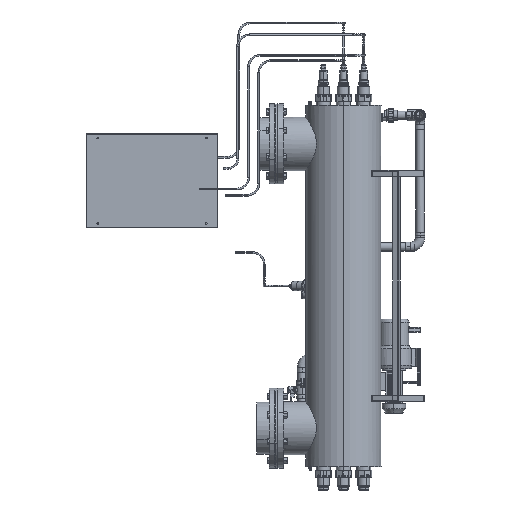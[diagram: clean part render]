
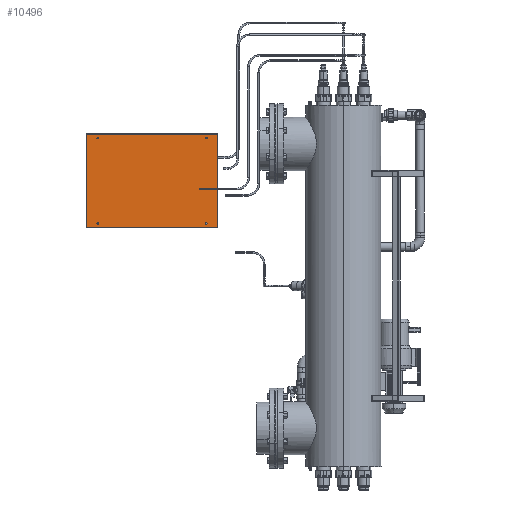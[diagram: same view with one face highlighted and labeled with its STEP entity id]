
A CAD part, left-side view. The second image highlights one B-rep face of the part: STEP entity #10496.
In plain terms, the highlighted planar face has unit normal (-1, 0, 0).
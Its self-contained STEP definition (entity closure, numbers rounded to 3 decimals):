
#1209 = AXIS2_PLACEMENT_3D ( 'NONE', #73564, #27929, #42323 ) ;
#2267 = AXIS2_PLACEMENT_3D ( 'NONE', #4679, #6129, #96417 ) ;
#2406 = VERTEX_POINT ( 'NONE', #92548 ) ;
#3559 = DIRECTION ( 'NONE',  ( 0., 0., 1. ) ) ;
#3813 = ORIENTED_EDGE ( 'NONE', *, *, #77251, .F. ) ;
#4679 = CARTESIAN_POINT ( 'NONE',  ( 1074.591, 2066.354, 1793.004 ) ) ;
#5011 = DIRECTION ( 'NONE',  ( 0., 0., -1. ) ) ;
#5509 = CARTESIAN_POINT ( 'NONE',  ( 1074.591, 2577.854, 2174.504 ) ) ;
#5583 = VERTEX_POINT ( 'NONE', #63923 ) ;
#5969 = EDGE_CURVE ( 'NONE', #23185, #57258, #37525, .T. ) ;
#6129 = DIRECTION ( 'NONE',  ( -1., 0., 0. ) ) ;
#7402 = VECTOR ( 'NONE', #80460, 1000. ) ;
#7657 = ORIENTED_EDGE ( 'NONE', *, *, #79165, .F. ) ;
#7929 = DIRECTION ( 'NONE',  ( -1., 0., 0. ) ) ;
#8443 = FACE_OUTER_BOUND ( 'NONE', #86602, .T. ) ;
#8759 = DIRECTION ( 'NONE',  ( 0., 0., 1. ) ) ;
#10117 = CIRCLE ( 'NONE', #49728, 3. ) ;
#10496 = ADVANCED_FACE ( 'NONE', ( #38717, #85852, #8443, #31276, #38216 ), #61063, .T. ) ;
#11504 = EDGE_CURVE ( 'NONE', #14819, #67286, #87062, .T. ) ;
#13991 = ORIENTED_EDGE ( 'NONE', *, *, #35905, .F. ) ;
#14819 = VERTEX_POINT ( 'NONE', #77435 ) ;
#15497 = ORIENTED_EDGE ( 'NONE', *, *, #11504, .F. ) ;
#16459 = CARTESIAN_POINT ( 'NONE',  ( 1074.591, 2529.354, 1793.004 ) ) ;
#17512 = ORIENTED_EDGE ( 'NONE', *, *, #62813, .F. ) ;
#17883 = CARTESIAN_POINT ( 'NONE',  ( 1074.591, 2297.854, 1974.504 ) ) ;
#19950 = LINE ( 'NONE', #5509, #37629 ) ;
#19992 = ORIENTED_EDGE ( 'NONE', *, *, #5969, .F. ) ;
#22033 = EDGE_CURVE ( 'NONE', #74237, #79085, #43385, .T. ) ;
#23185 = VERTEX_POINT ( 'NONE', #77556 ) ;
#23235 = ORIENTED_EDGE ( 'NONE', *, *, #24287, .F. ) ;
#24022 = EDGE_LOOP ( 'NONE', ( #67455, #3813 ) ) ;
#24287 = EDGE_CURVE ( 'NONE', #86530, #23185, #19950, .T. ) ;
#26378 = LINE ( 'NONE', #57643, #77445 ) ;
#27929 = DIRECTION ( 'NONE',  ( -1., 0., 0. ) ) ;
#28826 = CARTESIAN_POINT ( 'NONE',  ( 1074.591, 2017.854, 2174.504 ) ) ;
#30031 = CARTESIAN_POINT ( 'NONE',  ( 1074.591, 2066.354, 1790.004 ) ) ;
#31276 = FACE_BOUND ( 'NONE', #48860, .T. ) ;
#35905 = EDGE_CURVE ( 'NONE', #59284, #2406, #10117, .T. ) ;
#37525 = LINE ( 'NONE', #67815, #61634 ) ;
#37629 = VECTOR ( 'NONE', #3559, 1000. ) ;
#38133 = ORIENTED_EDGE ( 'NONE', *, *, #22033, .F. ) ;
#38216 = FACE_BOUND ( 'NONE', #97706, .T. ) ;
#38281 = AXIS2_PLACEMENT_3D ( 'NONE', #98074, #45983, #8759 ) ;
#38717 = FACE_BOUND ( 'NONE', #68418, .T. ) ;
#39061 = CIRCLE ( 'NONE', #89786, 3. ) ;
#39247 = DIRECTION ( 'NONE',  ( 0., 0., 1. ) ) ;
#39408 = CARTESIAN_POINT ( 'NONE',  ( 1074.591, 2529.354, 2156.004 ) ) ;
#39429 = ORIENTED_EDGE ( 'NONE', *, *, #74230, .F. ) ;
#42323 = DIRECTION ( 'NONE',  ( 0., 0., 1. ) ) ;
#43385 = CIRCLE ( 'NONE', #2267, 3. ) ;
#45889 = AXIS2_PLACEMENT_3D ( 'NONE', #58043, #65972, #58520 ) ;
#45983 = DIRECTION ( 'NONE',  ( -1., 0., 0. ) ) ;
#46145 = DIRECTION ( 'NONE',  ( 0., 0., 1. ) ) ;
#46715 = DIRECTION ( 'NONE',  ( -1., 0., 0. ) ) ;
#48135 = DIRECTION ( 'NONE',  ( -1., 0., 0. ) ) ;
#48860 = EDGE_LOOP ( 'NONE', ( #38133, #81139 ) ) ;
#49728 = AXIS2_PLACEMENT_3D ( 'NONE', #64161, #94370, #73023 ) ;
#50348 = ORIENTED_EDGE ( 'NONE', *, *, #51986, .F. ) ;
#50539 = CARTESIAN_POINT ( 'NONE',  ( 1074.591, 2066.354, 2159.004 ) ) ;
#51986 = EDGE_CURVE ( 'NONE', #97433, #86530, #57640, .T. ) ;
#52411 = EDGE_CURVE ( 'NONE', #79085, #74237, #89868, .T. ) ;
#53127 = CARTESIAN_POINT ( 'NONE',  ( 1074.591, 2529.354, 1793.004 ) ) ;
#57231 = EDGE_CURVE ( 'NONE', #93423, #5583, #97715, .T. ) ;
#57258 = VERTEX_POINT ( 'NONE', #28826 ) ;
#57395 = CARTESIAN_POINT ( 'NONE',  ( 1074.591, 2529.354, 1796.004 ) ) ;
#57640 = LINE ( 'NONE', #87891, #7402 ) ;
#57643 = CARTESIAN_POINT ( 'NONE',  ( 1074.591, 2017.854, 2174.504 ) ) ;
#58043 = CARTESIAN_POINT ( 'NONE',  ( 1074.591, 2066.354, 2156.004 ) ) ;
#58520 = DIRECTION ( 'NONE',  ( 0., 0., 1. ) ) ;
#59284 = VERTEX_POINT ( 'NONE', #59579 ) ;
#59579 = CARTESIAN_POINT ( 'NONE',  ( 1074.591, 2529.354, 2153.004 ) ) ;
#61063 = PLANE ( 'NONE',  #95659 ) ;
#61634 = VECTOR ( 'NONE', #98044, 1000. ) ;
#62743 = DIRECTION ( 'NONE',  ( -1., 0., 0. ) ) ;
#62813 = EDGE_CURVE ( 'NONE', #67286, #14819, #90543, .T. ) ;
#63923 = CARTESIAN_POINT ( 'NONE',  ( 1074.591, 2529.354, 1790.004 ) ) ;
#64161 = CARTESIAN_POINT ( 'NONE',  ( 1074.591, 2529.354, 2156.004 ) ) ;
#64481 = AXIS2_PLACEMENT_3D ( 'NONE', #53127, #7929, #46145 ) ;
#65972 = DIRECTION ( 'NONE',  ( -1., 0., 0. ) ) ;
#66074 = CIRCLE ( 'NONE', #85128, 3. ) ;
#67286 = VERTEX_POINT ( 'NONE', #50539 ) ;
#67455 = ORIENTED_EDGE ( 'NONE', *, *, #57231, .F. ) ;
#67815 = CARTESIAN_POINT ( 'NONE',  ( 1074.591, 2017.854, 2174.504 ) ) ;
#68418 = EDGE_LOOP ( 'NONE', ( #7657, #13991 ) ) ;
#73023 = DIRECTION ( 'NONE',  ( 0., 0., 1. ) ) ;
#73564 = CARTESIAN_POINT ( 'NONE',  ( 1074.591, 2066.354, 1793.004 ) ) ;
#74230 = EDGE_CURVE ( 'NONE', #57258, #97433, #26378, .T. ) ;
#74237 = VERTEX_POINT ( 'NONE', #86428 ) ;
#77251 = EDGE_CURVE ( 'NONE', #5583, #93423, #39061, .T. ) ;
#77435 = CARTESIAN_POINT ( 'NONE',  ( 1074.591, 2066.354, 2153.004 ) ) ;
#77445 = VECTOR ( 'NONE', #5011, 1000. ) ;
#77556 = CARTESIAN_POINT ( 'NONE',  ( 1074.591, 2577.854, 2174.504 ) ) ;
#79085 = VERTEX_POINT ( 'NONE', #30031 ) ;
#79165 = EDGE_CURVE ( 'NONE', #2406, #59284, #66074, .T. ) ;
#80460 = DIRECTION ( 'NONE',  ( 0., 1., 0. ) ) ;
#81139 = ORIENTED_EDGE ( 'NONE', *, *, #52411, .F. ) ;
#84389 = DIRECTION ( 'NONE',  ( 0., 0., 1. ) ) ;
#85128 = AXIS2_PLACEMENT_3D ( 'NONE', #39408, #62743, #93459 ) ;
#85169 = CARTESIAN_POINT ( 'NONE',  ( 1074.591, 2577.854, 1774.504 ) ) ;
#85852 = FACE_BOUND ( 'NONE', #24022, .T. ) ;
#86428 = CARTESIAN_POINT ( 'NONE',  ( 1074.591, 2066.354, 1796.004 ) ) ;
#86530 = VERTEX_POINT ( 'NONE', #85169 ) ;
#86602 = EDGE_LOOP ( 'NONE', ( #50348, #39429, #19992, #23235 ) ) ;
#87062 = CIRCLE ( 'NONE', #45889, 3. ) ;
#87891 = CARTESIAN_POINT ( 'NONE',  ( 1074.591, 2017.854, 1774.504 ) ) ;
#89786 = AXIS2_PLACEMENT_3D ( 'NONE', #16459, #46715, #39247 ) ;
#89868 = CIRCLE ( 'NONE', #1209, 3. ) ;
#90543 = CIRCLE ( 'NONE', #38281, 3. ) ;
#92548 = CARTESIAN_POINT ( 'NONE',  ( 1074.591, 2529.354, 2159.004 ) ) ;
#93423 = VERTEX_POINT ( 'NONE', #57395 ) ;
#93459 = DIRECTION ( 'NONE',  ( 0., 0., 1. ) ) ;
#94370 = DIRECTION ( 'NONE',  ( -1., 0., 0. ) ) ;
#95659 = AXIS2_PLACEMENT_3D ( 'NONE', #17883, #48135, #84389 ) ;
#95881 = CARTESIAN_POINT ( 'NONE',  ( 1074.591, 2017.854, 1774.504 ) ) ;
#96417 = DIRECTION ( 'NONE',  ( 0., 0., 1. ) ) ;
#97433 = VERTEX_POINT ( 'NONE', #95881 ) ;
#97706 = EDGE_LOOP ( 'NONE', ( #17512, #15497 ) ) ;
#97715 = CIRCLE ( 'NONE', #64481, 3. ) ;
#98044 = DIRECTION ( 'NONE',  ( 0., -1., 0. ) ) ;
#98074 = CARTESIAN_POINT ( 'NONE',  ( 1074.591, 2066.354, 2156.004 ) ) ;
